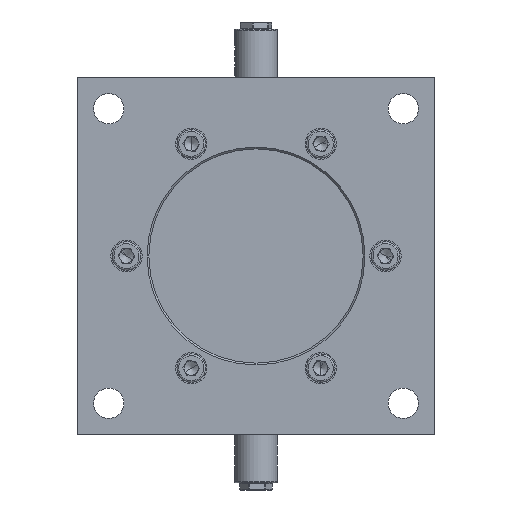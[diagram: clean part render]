
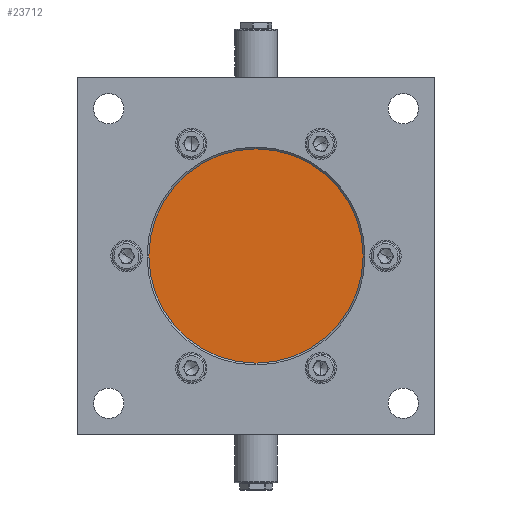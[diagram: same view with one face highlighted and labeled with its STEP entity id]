
A CAD part, front view. The second image highlights one B-rep face of the part: STEP entity #23712.
In plain terms, the highlighted planar face has unit normal (0, -1, 0).
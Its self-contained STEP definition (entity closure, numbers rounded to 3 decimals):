
#1063 = AXIS2_PLACEMENT_3D ( 'NONE', #32854, #36221, #2583 ) ;
#2560 = AXIS2_PLACEMENT_3D ( 'NONE', #7163, #30315, #20114 ) ;
#2583 = DIRECTION ( 'NONE',  ( 1., 0., 0. ) ) ;
#5020 = CARTESIAN_POINT ( 'NONE',  ( -60., 1., 0. ) ) ;
#7163 = CARTESIAN_POINT ( 'NONE',  ( 0., 1., 0. ) ) ;
#10166 = EDGE_CURVE ( 'NONE', #18501, #19349, #22589, .T. ) ;
#14922 = DIRECTION ( 'NONE',  ( 1., 0., 0. ) ) ;
#15839 = CARTESIAN_POINT ( 'NONE',  ( 60., 1., 0. ) ) ;
#18501 = VERTEX_POINT ( 'NONE', #5020 ) ;
#19137 = ORIENTED_EDGE ( 'NONE', *, *, #10166, .T. ) ;
#19349 = VERTEX_POINT ( 'NONE', #15839 ) ;
#20092 = FACE_OUTER_BOUND ( 'NONE', #26456, .T. ) ;
#20114 = DIRECTION ( 'NONE',  ( 1., 0., 0. ) ) ;
#22580 = PLANE ( 'NONE',  #1063 ) ;
#22589 = CIRCLE ( 'NONE', #42657, 60. ) ;
#23712 = ADVANCED_FACE ( 'NONE', ( #20092 ), #22580, .T. ) ;
#25622 = EDGE_CURVE ( 'NONE', #19349, #18501, #41944, .T. ) ;
#26456 = EDGE_LOOP ( 'NONE', ( #38752, #19137 ) ) ;
#30315 = DIRECTION ( 'NONE',  ( 0., -1., 0. ) ) ;
#32854 = CARTESIAN_POINT ( 'NONE',  ( 0., 1., 0. ) ) ;
#34792 = DIRECTION ( 'NONE',  ( 0., -1., 0. ) ) ;
#35076 = CARTESIAN_POINT ( 'NONE',  ( 0., 1., 0. ) ) ;
#36221 = DIRECTION ( 'NONE',  ( 0., -1., 0. ) ) ;
#38752 = ORIENTED_EDGE ( 'NONE', *, *, #25622, .T. ) ;
#41944 = CIRCLE ( 'NONE', #2560, 60. ) ;
#42657 = AXIS2_PLACEMENT_3D ( 'NONE', #35076, #34792, #14922 ) ;
